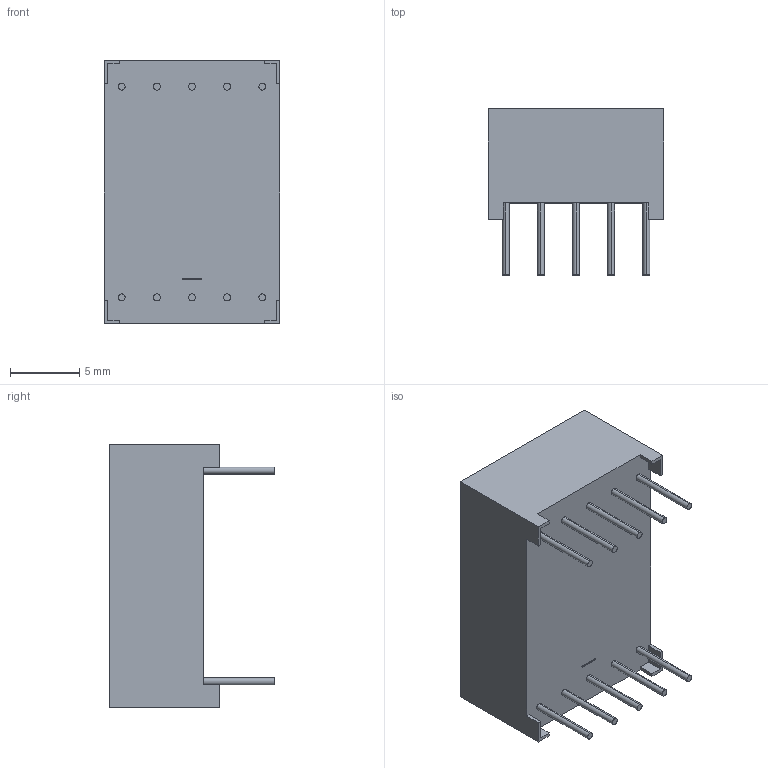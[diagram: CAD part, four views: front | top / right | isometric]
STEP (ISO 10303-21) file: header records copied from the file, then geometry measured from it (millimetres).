
FILE_DESCRIPTION (( 'STEP AP214' ), '1' );
FILE_NAME ('XDxx14.STEP', '2015-09-03T23:22:54', ( '' ), ( '' ), 'SwSTEP 2.0', 'SolidWorks 2012', '' );
FILE_SCHEMA (( 'AUTOMOTIVE_DESIGN' ));
Length unit declared in the file: millimetre
Products named in the file (1): XDxx14
Bounding box: 12.7 x 12 x 19.05 mm (x, y, z)
Volume: 1652.2 mm3; surface area: 1034.9 mm2
Topology: 1 solids, 1 shells, 292 faces, 768 edges, 512 vertices
Faces by surface type: plane 198, bspline 68, cylinder 26
Entity records: 14758 total; most frequent: CARTESIAN_POINT 4785, ORIENTED_EDGE 1536, DIRECTION 1134, EDGE_CURVE 768, LINE 580, VECTOR 580, VERTEX_POINT 512, EDGE_LOOP 326
